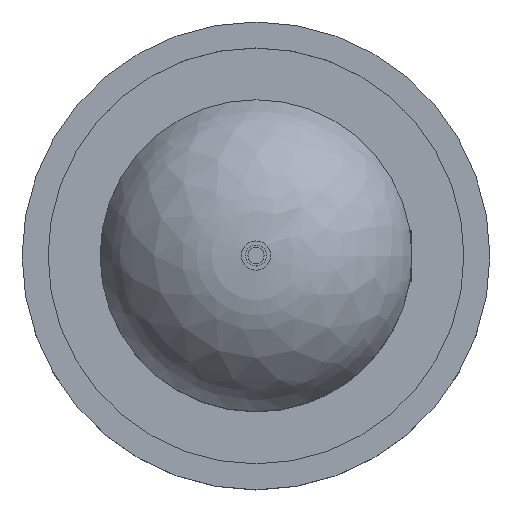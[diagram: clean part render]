
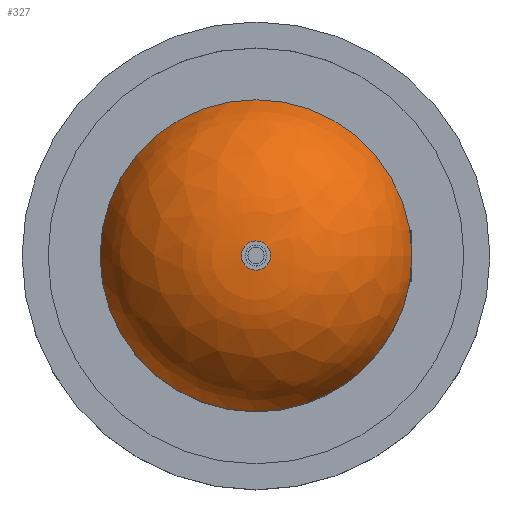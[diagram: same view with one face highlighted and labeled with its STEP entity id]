
A CAD part, top view. The second image highlights one B-rep face of the part: STEP entity #327.
In plain terms, the highlighted free-form (B-spline) face has degree [2, 2] with [3, 9] control points.
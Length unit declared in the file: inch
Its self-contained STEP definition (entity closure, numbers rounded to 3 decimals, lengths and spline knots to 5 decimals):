
#31=(
BOUNDED_SURFACE()
B_SPLINE_SURFACE(2,2,((#660,#661,#662,#663,#664,#665,#666,#667,#668),(#669,
#670,#671,#672,#673,#674,#675,#676,#677),(#678,#679,#680,#681,#682,#683,
#684,#685,#686)),.UNSPECIFIED.,.F.,.T.,.F.)
B_SPLINE_SURFACE_WITH_KNOTS((3,3),(3,2,2,2,3),(-1.5708,-0.30251),
(-3.14159,-1.5708,0.,1.5708,3.14159),
 .UNSPECIFIED.)
GEOMETRIC_REPRESENTATION_ITEM()
RATIONAL_B_SPLINE_SURFACE(((1.,0.707,1.,0.707,1.,
0.707,1.,0.707,1.),(0.806,0.57,
0.806,0.57,0.806,0.57,
0.806,0.57,0.806),(1.,0.707,
1.,0.707,1.,0.707,1.,0.707,1.)))
REPRESENTATION_ITEM('')
SURFACE()
);
#56=FACE_OUTER_BOUND('',#79,.T.);
#79=EDGE_LOOP('',(#252,#253,#254,#255,#256));
#109=CIRCLE('',#383,6.);
#110=CIRCLE('',#384,6.);
#111=CIRCLE('',#385,5.69736);
#112=CIRCLE('',#386,0.56135);
#168=VERTEX_POINT('',#687);
#169=VERTEX_POINT('',#688);
#170=VERTEX_POINT('',#691);
#201=EDGE_CURVE('',#168,#169,#109,.T.);
#202=EDGE_CURVE('',#169,#168,#110,.T.);
#203=EDGE_CURVE('',#169,#170,#111,.T.);
#204=EDGE_CURVE('',#170,#170,#112,.T.);
#252=ORIENTED_EDGE('',*,*,#201,.F.);
#253=ORIENTED_EDGE('',*,*,#202,.F.);
#254=ORIENTED_EDGE('',*,*,#203,.T.);
#255=ORIENTED_EDGE('',*,*,#204,.T.);
#256=ORIENTED_EDGE('',*,*,#203,.F.);
#327=ADVANCED_FACE('',(#56),#31,.F.);
#383=AXIS2_PLACEMENT_3D('',#689,#455,#456);
#384=AXIS2_PLACEMENT_3D('',#690,#457,#458);
#385=AXIS2_PLACEMENT_3D('',#692,#459,#460);
#386=AXIS2_PLACEMENT_3D('',#693,#461,#462);
#455=DIRECTION('center_axis',(0.,0.,-1.));
#456=DIRECTION('ref_axis',(1.,0.,0.));
#457=DIRECTION('center_axis',(0.,0.,-1.));
#458=DIRECTION('ref_axis',(1.,0.,0.));
#459=DIRECTION('center_axis',(0.,-1.,0.));
#460=DIRECTION('ref_axis',(1.,0.,0.));
#461=DIRECTION('center_axis',(0.,0.,-1.));
#462=DIRECTION('ref_axis',(1.,0.,0.));
#660=CARTESIAN_POINT('Ctrl Pts',(0.56135,0.,12.));
#661=CARTESIAN_POINT('Ctrl Pts',(0.56135,-0.56135,12.));
#662=CARTESIAN_POINT('Ctrl Pts',(0.,-0.56135,12.));
#663=CARTESIAN_POINT('Ctrl Pts',(-0.56135,-0.56135,
12.));
#664=CARTESIAN_POINT('Ctrl Pts',(-0.56135,0.,12.));
#665=CARTESIAN_POINT('Ctrl Pts',(-0.56135,0.56135,12.));
#666=CARTESIAN_POINT('Ctrl Pts',(0.,0.56135,12.));
#667=CARTESIAN_POINT('Ctrl Pts',(0.56135,0.56135,12.));
#668=CARTESIAN_POINT('Ctrl Pts',(0.56135,0.,12.));
#669=CARTESIAN_POINT('Ctrl Pts',(4.75163,0.,12.));
#670=CARTESIAN_POINT('Ctrl Pts',(4.75163,-4.75163,12.));
#671=CARTESIAN_POINT('Ctrl Pts',(0.,-4.75163,12.));
#672=CARTESIAN_POINT('Ctrl Pts',(-4.75163,-4.75163,12.));
#673=CARTESIAN_POINT('Ctrl Pts',(-4.75163,0.,12.));
#674=CARTESIAN_POINT('Ctrl Pts',(-4.75163,4.75163,12.));
#675=CARTESIAN_POINT('Ctrl Pts',(0.,4.75163,12.));
#676=CARTESIAN_POINT('Ctrl Pts',(4.75163,4.75163,12.));
#677=CARTESIAN_POINT('Ctrl Pts',(4.75163,0.,12.));
#678=CARTESIAN_POINT('Ctrl Pts',(6.,0.,8.));
#679=CARTESIAN_POINT('Ctrl Pts',(6.,-6.,8.));
#680=CARTESIAN_POINT('Ctrl Pts',(0.,-6.,8.));
#681=CARTESIAN_POINT('Ctrl Pts',(-6.,-6.,8.));
#682=CARTESIAN_POINT('Ctrl Pts',(-6.,0.,8.));
#683=CARTESIAN_POINT('Ctrl Pts',(-6.,6.,8.));
#684=CARTESIAN_POINT('Ctrl Pts',(0.,6.,8.));
#685=CARTESIAN_POINT('Ctrl Pts',(6.,6.,8.));
#686=CARTESIAN_POINT('Ctrl Pts',(6.,0.,8.));
#687=CARTESIAN_POINT('',(0.,-6.,8.));
#688=CARTESIAN_POINT('',(6.,0.,8.));
#689=CARTESIAN_POINT('Origin',(0.,0.,8.));
#690=CARTESIAN_POINT('Origin',(0.,0.,8.));
#691=CARTESIAN_POINT('',(0.56135,0.,12.));
#692=CARTESIAN_POINT('Origin',(0.56135,0.,
6.30264));
#693=CARTESIAN_POINT('Origin',(0.,0.,12.));
